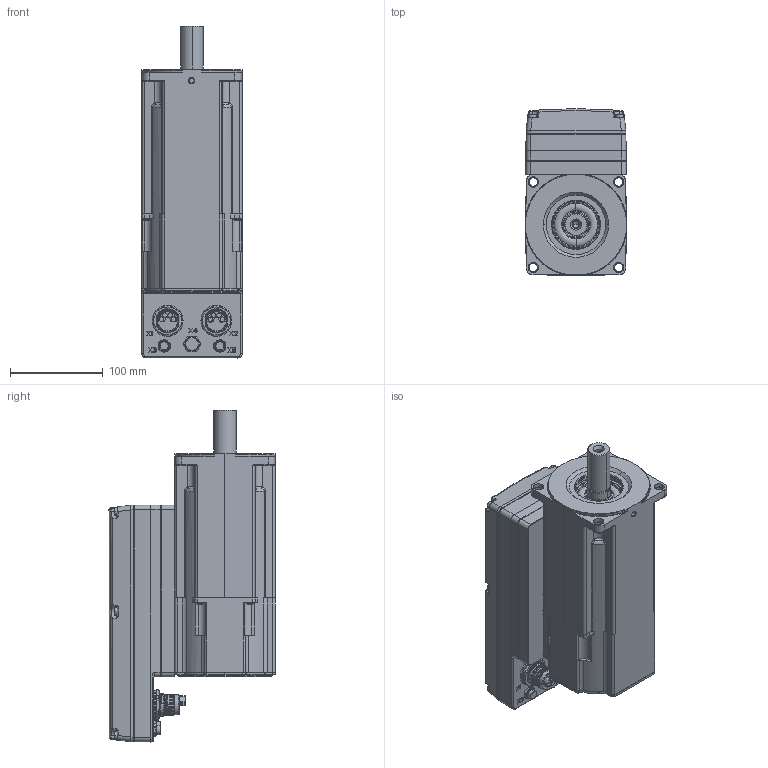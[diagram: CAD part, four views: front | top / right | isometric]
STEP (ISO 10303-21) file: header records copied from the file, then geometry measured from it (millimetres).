
FILE_DESCRIPTION((''),'2;1');
FILE_NAME('ISD510_SIZE3_A_6_0_3D','2021-12-03T10:22:26',('U384099'),('Danfoss Drives A/S'),'CREO PARAMETRIC BY PTC INC, 2019344','CREO PARAMETRIC BY PTC INC, 2019344','');
FILE_SCHEMA(('CONFIG_CONTROL_DESIGN','GEOMETRIC_VALIDATION_PROPERTIES_MIM'));
Products named in the file (1): ISD510_SIZE3_A_6_0_3D
Bounding box: 108.04 x 179.02 x 357.3 mm (x, y, z)
Volume: 37695.7 mm3; surface area: 352493.4 mm2
Topology: 1 solids, 6 shells, 3993 faces, 10791 edges, 6988 vertices
Faces by surface type: plane 2427, cylinder 607, extrusion 268, cone 234, bspline 217, torus 200, sphere 40
Full cylindrical faces by diameter (mm): 4 x1
Entity records: 141787 total; most frequent: CARTESIAN_POINT 43828, ORIENTED_EDGE 21363, DIRECTION 18275, EDGE_CURVE 10745, VECTOR 7675, LINE 7407, VERTEX_POINT 6988, AXIS2_PLACEMENT_3D 5300
